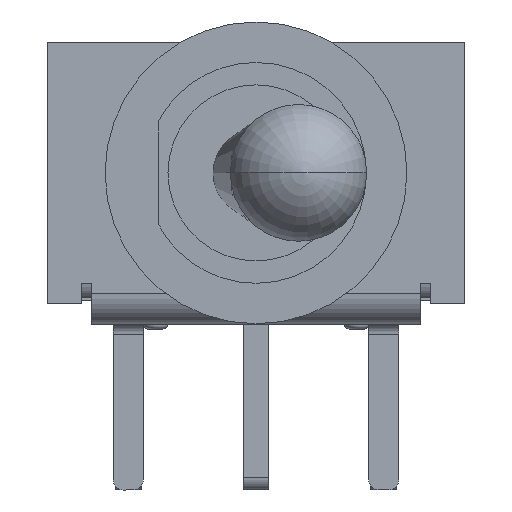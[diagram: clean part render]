
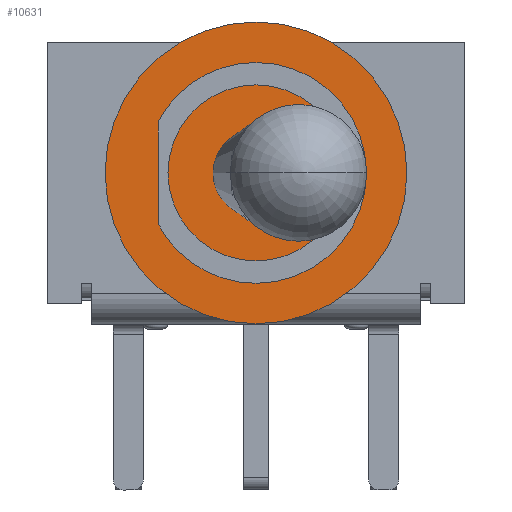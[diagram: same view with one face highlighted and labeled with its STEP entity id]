
A CAD part, front view. The second image highlights one B-rep face of the part: STEP entity #10631.
In plain terms, the highlighted planar face has unit normal (0, -1, 0).
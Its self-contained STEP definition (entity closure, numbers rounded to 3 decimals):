
#308 = AXIS2_PLACEMENT_3D ( 'NONE', #7522, #11154, #5635 ) ;
#725 = CARTESIAN_POINT ( 'NONE',  ( -0.003, -1.974, 6.109 ) ) ;
#1019 = CARTESIAN_POINT ( 'NONE',  ( -0.003, -1.974, 0.109 ) ) ;
#1915 = CIRCLE ( 'NONE', #308, 3. ) ;
#2757 = DIRECTION ( 'NONE',  ( 0., 0., 1. ) ) ;
#3067 = VERTEX_POINT ( 'NONE', #1019 ) ;
#3215 = CIRCLE ( 'NONE', #8942, 3. ) ;
#4664 = PLANE ( 'NONE',  #7161 ) ;
#4751 = ORIENTED_EDGE ( 'NONE', *, *, #8937, .T. ) ;
#4818 = DIRECTION ( 'NONE',  ( 0., -1., 0. ) ) ;
#5605 = EDGE_CURVE ( 'NONE', #3067, #8042, #3215, .T. ) ;
#5635 = DIRECTION ( 'NONE',  ( 0., 0., 1. ) ) ;
#6069 = ORIENTED_EDGE ( 'NONE', *, *, #5605, .T. ) ;
#7161 = AXIS2_PLACEMENT_3D ( 'NONE', #10257, #8425, #2757 ) ;
#7522 = CARTESIAN_POINT ( 'NONE',  ( -0.003, -1.974, 3.109 ) ) ;
#7719 = EDGE_LOOP ( 'NONE', ( #6069, #4751 ) ) ;
#8042 = VERTEX_POINT ( 'NONE', #725 ) ;
#8425 = DIRECTION ( 'NONE',  ( 0., -1., 0. ) ) ;
#8937 = EDGE_CURVE ( 'NONE', #8042, #3067, #1915, .T. ) ;
#8942 = AXIS2_PLACEMENT_3D ( 'NONE', #11428, #4818, #11544 ) ;
#10257 = CARTESIAN_POINT ( 'NONE',  ( -0.003, -1.974, 3.109 ) ) ;
#10631 = ADVANCED_FACE ( 'NONE', ( #11060 ), #4664, .T. ) ;
#11060 = FACE_OUTER_BOUND ( 'NONE', #7719, .T. ) ;
#11154 = DIRECTION ( 'NONE',  ( 0., -1., 0. ) ) ;
#11428 = CARTESIAN_POINT ( 'NONE',  ( -0.003, -1.974, 3.109 ) ) ;
#11544 = DIRECTION ( 'NONE',  ( 0., 0., 1. ) ) ;
